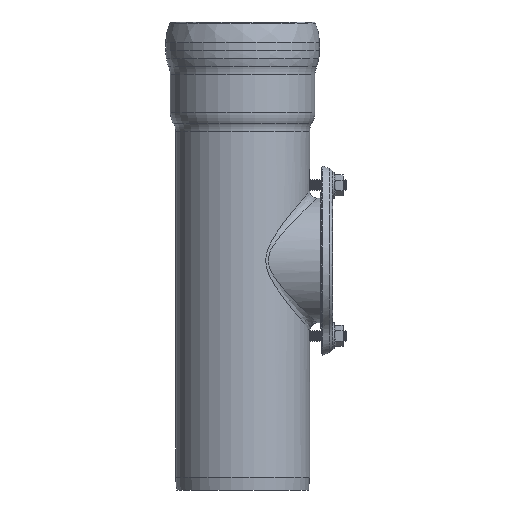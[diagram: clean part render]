
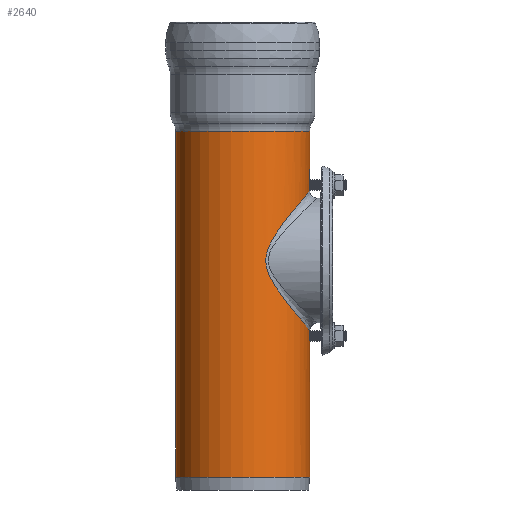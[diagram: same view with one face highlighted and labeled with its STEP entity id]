
A CAD part, left-side view. The second image highlights one B-rep face of the part: STEP entity #2640.
In plain terms, the highlighted cylindrical face has radius 365 mm (diameter 730 mm), a full revolution.
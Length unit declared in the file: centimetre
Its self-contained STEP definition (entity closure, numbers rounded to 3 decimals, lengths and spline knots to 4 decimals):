
#239=FACE_BOUND('',#519,.T.);
#257=B_SPLINE_CURVE_WITH_KNOTS('',3,(#4573,#4574,#4575,#4576,#4577,#4578,
#4579,#4580,#4581,#4582,#4583,#4584,#4585,#4586,#4587,#4588,#4589,#4590,
#4591,#4592,#4593,#4594,#4595,#4596,#4597,#4598,#4599,#4600,#4601,#4602,
#4603,#4604,#4605,#4606,#4607,#4608,#4609,#4610,#4611,#4612,#4613,#4614,
#4615,#4616,#4617,#4618,#4619,#4620,#4621,#4622,#4623,#4624,#4625,#4626,
#4627,#4628,#4629,#4630,#4631),.UNSPECIFIED.,.T.,.F.,(4,1,1,1,1,1,1,1,1,
1,1,1,1,1,1,1,1,1,1,1,1,1,1,1,1,1,1,1,1,1,1,1,1,1,1,1,1,1,1,1,1,1,1,1,1,
1,1,1,1,1,1,1,1,1,1,1,4),(-233.5192,-231.4342,-229.3492,
-227.2642,-225.1793,-221.0093,-216.8393,
-212.6693,-208.4993,-200.1593,-191.8194,
-187.6494,-183.4794,-179.3094,-175.1394,
-170.9694,-166.7994,-161.2395,-155.6795,
-150.1195,-144.5595,-138.9995,-133.4396,
-130.6596,-127.8796,-125.0996,-122.3196,
-120.4663,-118.6129,-116.7596,-114.9063,
-113.053,-111.1996,-108.4196,-105.6397,
-102.8597,-100.0797,-94.5197,-88.9597,
-83.3997,-77.8397,-72.2798,-66.7198,
-61.1598,-55.5998,-51.8932,-44.4799,
-40.7732,-33.3599,-25.0199,-20.8499,-16.6799,
-12.51,-8.34,-4.17,-2.085,0.),
 .UNSPECIFIED.);
#295=CYLINDRICAL_SURFACE('',#3159,36.5);
#320=FACE_OUTER_BOUND('',#518,.T.);
#518=EDGE_LOOP('',(#1704,#1705,#1706,#1707,#1708,#1709));
#519=EDGE_LOOP('',(#1710));
#733=CIRCLE('',#3154,36.5);
#734=CIRCLE('',#3155,36.5);
#738=CIRCLE('',#3160,36.5);
#739=CIRCLE('',#3161,36.5);
#960=VERTEX_POINT('',#4557);
#961=VERTEX_POINT('',#4558);
#964=VERTEX_POINT('',#4567);
#965=VERTEX_POINT('',#4568);
#966=VERTEX_POINT('',#4572);
#1237=EDGE_CURVE('',#960,#961,#733,.T.);
#1238=EDGE_CURVE('',#961,#960,#734,.T.);
#1242=EDGE_CURVE('',#964,#965,#738,.T.);
#1243=EDGE_CURVE('',#964,#961,#2860,.T.);
#1244=EDGE_CURVE('',#965,#964,#739,.T.);
#1245=EDGE_CURVE('',#966,#966,#257,.T.);
#1704=ORIENTED_EDGE('',*,*,#1242,.F.);
#1705=ORIENTED_EDGE('',*,*,#1243,.T.);
#1706=ORIENTED_EDGE('',*,*,#1237,.F.);
#1707=ORIENTED_EDGE('',*,*,#1238,.F.);
#1708=ORIENTED_EDGE('',*,*,#1243,.F.);
#1709=ORIENTED_EDGE('',*,*,#1244,.F.);
#1710=ORIENTED_EDGE('',*,*,#1245,.F.);
#2640=ADVANCED_FACE('',(#320,#239),#295,.T.);
#2860=LINE('',#4570,#3006);
#3006=VECTOR('',#3590,36.5);
#3154=AXIS2_PLACEMENT_3D('',#4559,#3576,#3577);
#3155=AXIS2_PLACEMENT_3D('',#4560,#3578,#3579);
#3159=AXIS2_PLACEMENT_3D('',#4566,#3586,#3587);
#3160=AXIS2_PLACEMENT_3D('',#4569,#3588,#3589);
#3161=AXIS2_PLACEMENT_3D('',#4571,#3591,#3592);
#3576=DIRECTION('center_axis',(0.,0.,-1.));
#3577=DIRECTION('ref_axis',(-1.,0.,0.));
#3578=DIRECTION('center_axis',(0.,0.,-1.));
#3579=DIRECTION('ref_axis',(-1.,0.,0.));
#3586=DIRECTION('center_axis',(0.,0.,1.));
#3587=DIRECTION('ref_axis',(1.,0.,0.));
#3588=DIRECTION('center_axis',(0.,0.,1.));
#3589=DIRECTION('ref_axis',(0.,-1.,0.));
#3590=DIRECTION('',(0.,0.,-1.));
#3591=DIRECTION('center_axis',(0.,0.,1.));
#3592=DIRECTION('ref_axis',(0.,-1.,0.));
#4557=CARTESIAN_POINT('',(0.,36.5,7.0437));
#4558=CARTESIAN_POINT('',(-36.5,0.,7.0437));
#4559=CARTESIAN_POINT('Origin',(0.,0.,7.0437));
#4560=CARTESIAN_POINT('Origin',(0.,0.,7.0437));
#4566=CARTESIAN_POINT('Origin',(0.,0.,8.5));
#4567=CARTESIAN_POINT('',(-36.5,0.,195.5069));
#4568=CARTESIAN_POINT('',(0.,36.5,195.5069));
#4569=CARTESIAN_POINT('Origin',(0.,0.,195.5069));
#4570=CARTESIAN_POINT('',(-36.5,0.,8.5));
#4571=CARTESIAN_POINT('Origin',(0.,0.,195.5069));
#4572=CARTESIAN_POINT('',(-34.2469,-12.6253,125.));
#4573=CARTESIAN_POINT('Ctrl Pts',(-34.2469,-12.6253,125.));
#4574=CARTESIAN_POINT('Ctrl Pts',(-34.2469,-12.6253,124.2096));
#4575=CARTESIAN_POINT('Ctrl Pts',(-34.202,-12.748,122.6291));
#4576=CARTESIAN_POINT('Ctrl Pts',(-34.0078,-13.2621,120.3306));
#4577=CARTESIAN_POINT('Ctrl Pts',(-33.7027,-14.0235,118.1366));
#4578=CARTESIAN_POINT('Ctrl Pts',(-33.1669,-15.2681,115.3526));
#4579=CARTESIAN_POINT('Ctrl Pts',(-32.2821,-17.1001,112.1075));
#4580=CARTESIAN_POINT('Ctrl Pts',(-30.906,-19.489,108.475));
#4581=CARTESIAN_POINT('Ctrl Pts',(-29.2231,-21.9405,105.0596));
#4582=CARTESIAN_POINT('Ctrl Pts',(-26.5687,-25.1857,100.777));
#4583=CARTESIAN_POINT('Ctrl Pts',(-22.4526,-29.0676,95.9195));
#4584=CARTESIAN_POINT('Ctrl Pts',(-17.2073,-32.3719,91.9181));
#4585=CARTESIAN_POINT('Ctrl Pts',(-12.3549,-34.424,89.4636));
#4586=CARTESIAN_POINT('Ctrl Pts',(-8.4278,-35.5948,88.0716));
#4587=CARTESIAN_POINT('Ctrl Pts',(-4.2768,-36.3318,87.1988));
#4588=CARTESIAN_POINT('Ctrl Pts',(-0.003,-36.584,
86.9007));
#4589=CARTESIAN_POINT('Ctrl Pts',(4.2708,-36.3325,87.198));
#4590=CARTESIAN_POINT('Ctrl Pts',(8.8836,-35.5146,88.1667));
#4591=CARTESIAN_POINT('Ctrl Pts',(13.6372,-33.9951,89.9737));
#4592=CARTESIAN_POINT('Ctrl Pts',(18.2788,-31.7256,92.6978));
#4593=CARTESIAN_POINT('Ctrl Pts',(22.3227,-29.0066,96.0099));
#4594=CARTESIAN_POINT('Ctrl Pts',(25.7667,-25.9789,99.783));
#4595=CARTESIAN_POINT('Ctrl Pts',(28.6335,-22.7631,103.9398));
#4596=CARTESIAN_POINT('Ctrl Pts',(30.5589,-20.0303,107.6933));
#4597=CARTESIAN_POINT('Ctrl Pts',(31.827,-17.8991,110.8868));
#4598=CARTESIAN_POINT('Ctrl Pts',(32.6409,-16.3629,113.3949));
#4599=CARTESIAN_POINT('Ctrl Pts',(33.3121,-14.9422,116.0355));
#4600=CARTESIAN_POINT('Ctrl Pts',(33.7713,-13.8581,118.5298));
#4601=CARTESIAN_POINT('Ctrl Pts',(34.0571,-13.1327,120.8361));
#4602=CARTESIAN_POINT('Ctrl Pts',(34.2115,-12.7221,122.892));
#4603=CARTESIAN_POINT('Ctrl Pts',(34.2646,-12.5769,124.9996));
#4604=CARTESIAN_POINT('Ctrl Pts',(34.2116,-12.7218,127.1073));
#4605=CARTESIAN_POINT('Ctrl Pts',(34.0572,-13.1325,129.1632));
#4606=CARTESIAN_POINT('Ctrl Pts',(33.7714,-13.8577,131.4693));
#4607=CARTESIAN_POINT('Ctrl Pts',(33.3122,-14.9419,133.964));
#4608=CARTESIAN_POINT('Ctrl Pts',(32.6408,-16.3632,136.6056));
#4609=CARTESIAN_POINT('Ctrl Pts',(31.8276,-17.8978,139.1111));
#4610=CARTESIAN_POINT('Ctrl Pts',(30.5615,-20.0264,142.3011));
#4611=CARTESIAN_POINT('Ctrl Pts',(28.6352,-22.761,146.0576));
#4612=CARTESIAN_POINT('Ctrl Pts',(25.7696,-25.9759,150.2132));
#4613=CARTESIAN_POINT('Ctrl Pts',(22.3263,-29.0039,153.9867));
#4614=CARTESIAN_POINT('Ctrl Pts',(18.2825,-31.7235,157.2997));
#4615=CARTESIAN_POINT('Ctrl Pts',(13.642,-33.9931,160.0239));
#4616=CARTESIAN_POINT('Ctrl Pts',(8.4568,-35.6517,161.9964));
#4617=CARTESIAN_POINT('Ctrl Pts',(2.87,-36.5367,163.0434));
#4618=CARTESIAN_POINT('Ctrl Pts',(-2.2275,-36.5363,163.043));
#4619=CARTESIAN_POINT('Ctrl Pts',(-7.8429,-35.8014,162.1733));
#4620=CARTESIAN_POINT('Ctrl Pts',(-12.5367,-34.4205,160.5344));
#4621=CARTESIAN_POINT('Ctrl Pts',(-17.7947,-32.0106,157.6454));
#4622=CARTESIAN_POINT('Ctrl Pts',(-22.6322,-28.8983,153.8686));
#4623=CARTESIAN_POINT('Ctrl Pts',(-26.5662,-25.1882,149.2262));
#4624=CARTESIAN_POINT('Ctrl Pts',(-29.2218,-21.9423,144.9429));
#4625=CARTESIAN_POINT('Ctrl Pts',(-30.904,-19.4921,141.5291));
#4626=CARTESIAN_POINT('Ctrl Pts',(-32.2807,-17.1027,137.8973));
#4627=CARTESIAN_POINT('Ctrl Pts',(-33.3436,-14.903,133.9996));
#4628=CARTESIAN_POINT('Ctrl Pts',(-33.9427,-13.4347,130.4369));
#4629=CARTESIAN_POINT('Ctrl Pts',(-34.2021,-12.7476,127.3705));
#4630=CARTESIAN_POINT('Ctrl Pts',(-34.2469,-12.6253,125.7904));
#4631=CARTESIAN_POINT('Ctrl Pts',(-34.2469,-12.6253,125.));
